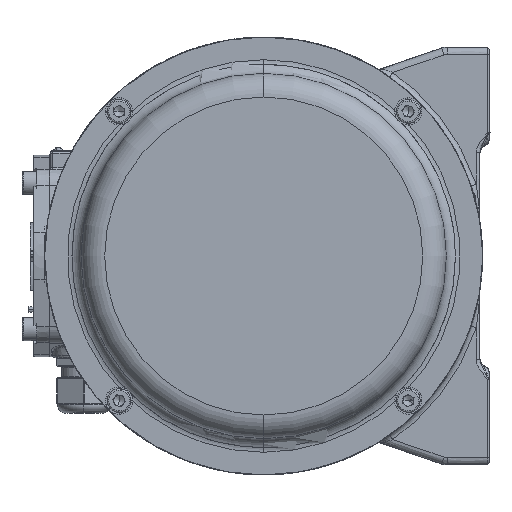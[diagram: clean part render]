
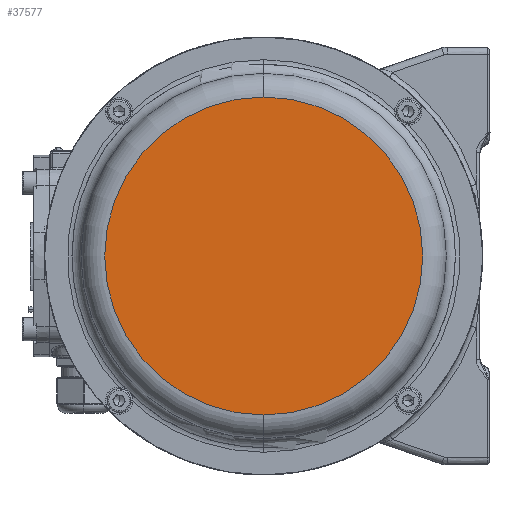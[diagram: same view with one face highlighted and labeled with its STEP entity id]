
A CAD part, left-side view. The second image highlights one B-rep face of the part: STEP entity #37577.
In plain terms, the highlighted planar face has unit normal (-1, 0, 0).
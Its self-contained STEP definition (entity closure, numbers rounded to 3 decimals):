
#19087 = CARTESIAN_POINT ( 'NONE',  ( -250.358, 36.108, -87.5 ) ) ;
#19121 = CARTESIAN_POINT ( 'NONE',  ( -250.358, 36.108, 87.5 ) ) ;
#23694 = AXIS2_PLACEMENT_3D ( 'NONE', #54949, #54953, #54955 ) ;
#35153 = CARTESIAN_POINT ( 'NONE',  ( -250.358, -51.392, 0. ) ) ;
#35181 = PLANE ( 'NONE',  #225677 ) ;
#35186 = DIRECTION ( 'NONE',  ( 1., 0., 0. ) ) ;
#35188 = DIRECTION ( 'NONE',  ( 0., 0., 1. ) ) ;
#37577 = ADVANCED_FACE ( 'NONE', ( #232081 ), #35181, .F. ) ;
#51593 = CIRCLE ( 'NONE', #23694, 87.5 ) ;
#54949 = CARTESIAN_POINT ( 'NONE',  ( -250.358, 36.108, 0. ) ) ;
#54953 = DIRECTION ( 'NONE',  ( 1., 0., 0. ) ) ;
#54955 = DIRECTION ( 'NONE',  ( 0., 0., 1. ) ) ;
#71619 = EDGE_CURVE ( 'NONE', #75260, #75302, #212616, .T. ) ;
#73298 = EDGE_LOOP ( 'NONE', ( #97881, #97884 ) ) ;
#75260 = VERTEX_POINT ( 'NONE', #19087 ) ;
#75302 = VERTEX_POINT ( 'NONE', #19121 ) ;
#97881 = ORIENTED_EDGE ( 'NONE', *, *, #168027, .F. ) ;
#97884 = ORIENTED_EDGE ( 'NONE', *, *, #71619, .F. ) ;
#167151 = AXIS2_PLACEMENT_3D ( 'NONE', #219858, #219859, #219860 ) ;
#168027 = EDGE_CURVE ( 'NONE', #75302, #75260, #51593, .T. ) ;
#212616 = CIRCLE ( 'NONE', #167151, 87.5 ) ;
#219858 = CARTESIAN_POINT ( 'NONE',  ( -250.358, 36.108, 0. ) ) ;
#219859 = DIRECTION ( 'NONE',  ( 1., 0., 0. ) ) ;
#219860 = DIRECTION ( 'NONE',  ( 0., 0., 1. ) ) ;
#225677 = AXIS2_PLACEMENT_3D ( 'NONE', #35153, #35186, #35188 ) ;
#232081 = FACE_OUTER_BOUND ( 'NONE', #73298, .T. ) ;
